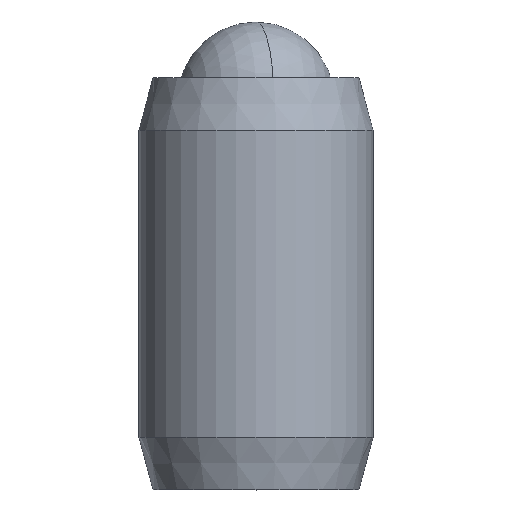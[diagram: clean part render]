
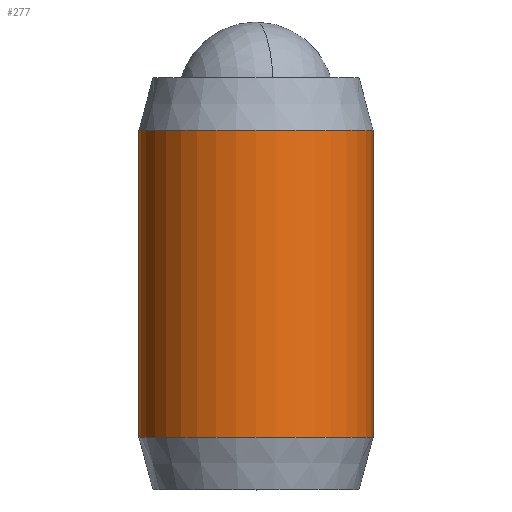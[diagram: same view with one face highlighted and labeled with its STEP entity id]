
A CAD part, top view. The second image highlights one B-rep face of the part: STEP entity #277.
In plain terms, the highlighted cylindrical face has radius 2.381 mm (diameter 4.762 mm), a partial arc.
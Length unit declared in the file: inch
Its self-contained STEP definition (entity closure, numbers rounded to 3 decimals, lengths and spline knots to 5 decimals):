
#2 = VERTEX_POINT ( 'NONE', #594 ) ;
#44 = LINE ( 'NONE', #745, #615 ) ;
#95 = DIRECTION ( 'NONE',  ( 0., 1., 0. ) ) ;
#100 = CARTESIAN_POINT ( 'NONE',  ( 0.14623, 0.1722, 0.28849 ) ) ;
#103 = CARTESIAN_POINT ( 'NONE',  ( 0.14623, -0.00968, 0.28849 ) ) ;
#171 = ORIENTED_EDGE ( 'NONE', *, *, #511, .F. ) ;
#277 = ADVANCED_FACE ( 'NONE', ( #663 ), #969, .T. ) ;
#309 = VECTOR ( 'NONE', #1293, 39.37008 ) ;
#336 = CIRCLE ( 'NONE', #732, 0.09375 ) ;
#476 = ORIENTED_EDGE ( 'NONE', *, *, #1282, .T. ) ;
#478 = DIRECTION ( 'NONE',  ( 0., 1., 0. ) ) ;
#511 = EDGE_CURVE ( 'NONE', #764, #785, #519, .T. ) ;
#519 = CIRCLE ( 'NONE', #779, 0.09375 ) ;
#562 = EDGE_LOOP ( 'NONE', ( #1357, #476, #171, #747 ) ) ;
#579 = CARTESIAN_POINT ( 'NONE',  ( 0.05248, -0.00968, 0.28849 ) ) ;
#594 = CARTESIAN_POINT ( 'NONE',  ( 0.23998, -0.00968, 0.28849 ) ) ;
#615 = VECTOR ( 'NONE', #1297, 39.37008 ) ;
#663 = FACE_OUTER_BOUND ( 'NONE', #562, .T. ) ;
#732 = AXIS2_PLACEMENT_3D ( 'NONE', #103, #840, #1398 ) ;
#745 = CARTESIAN_POINT ( 'NONE',  ( 0.05248, 0.1722, 0.28849 ) ) ;
#747 = ORIENTED_EDGE ( 'NONE', *, *, #1239, .F. ) ;
#764 = VERTEX_POINT ( 'NONE', #1372 ) ;
#779 = AXIS2_PLACEMENT_3D ( 'NONE', #1228, #478, #1115 ) ;
#785 = VERTEX_POINT ( 'NONE', #918 ) ;
#840 = DIRECTION ( 'NONE',  ( 0., 1., 0. ) ) ;
#856 = LINE ( 'NONE', #1401, #309 ) ;
#918 = CARTESIAN_POINT ( 'NONE',  ( 0.23998, 0.23635, 0.28849 ) ) ;
#969 = CYLINDRICAL_SURFACE ( 'NONE', #1047, 0.09375 ) ;
#1021 = VERTEX_POINT ( 'NONE', #579 ) ;
#1047 = AXIS2_PLACEMENT_3D ( 'NONE', #100, #95, #1058 ) ;
#1058 = DIRECTION ( 'NONE',  ( -1., 0., 0. ) ) ;
#1115 = DIRECTION ( 'NONE',  ( -1., 0., 0. ) ) ;
#1228 = CARTESIAN_POINT ( 'NONE',  ( 0.14623, 0.23635, 0.28849 ) ) ;
#1239 = EDGE_CURVE ( 'NONE', #1021, #764, #44, .T. ) ;
#1282 = EDGE_CURVE ( 'NONE', #2, #785, #856, .T. ) ;
#1293 = DIRECTION ( 'NONE',  ( 0., 1., 0. ) ) ;
#1294 = EDGE_CURVE ( 'NONE', #1021, #2, #336, .T. ) ;
#1297 = DIRECTION ( 'NONE',  ( 0., 1., 0. ) ) ;
#1357 = ORIENTED_EDGE ( 'NONE', *, *, #1294, .T. ) ;
#1372 = CARTESIAN_POINT ( 'NONE',  ( 0.05248, 0.23635, 0.28849 ) ) ;
#1398 = DIRECTION ( 'NONE',  ( -1., 0., 0. ) ) ;
#1401 = CARTESIAN_POINT ( 'NONE',  ( 0.23998, 0.1722, 0.28849 ) ) ;
